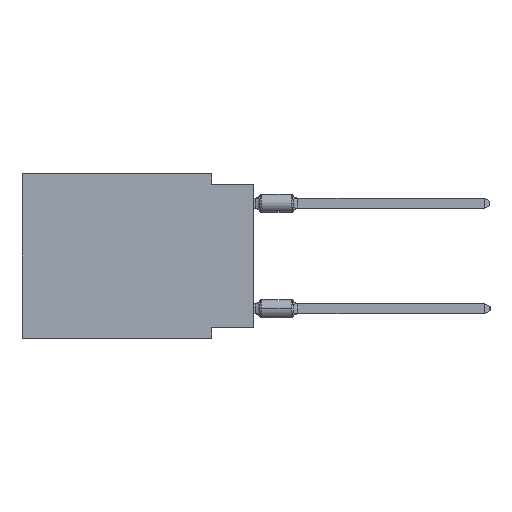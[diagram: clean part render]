
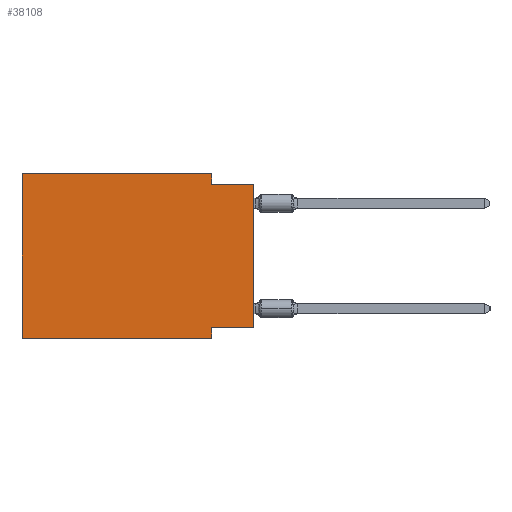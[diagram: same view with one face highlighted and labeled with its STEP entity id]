
A CAD part, left-side view. The second image highlights one B-rep face of the part: STEP entity #38108.
In plain terms, the highlighted planar face has unit normal (-1, 0, 0).
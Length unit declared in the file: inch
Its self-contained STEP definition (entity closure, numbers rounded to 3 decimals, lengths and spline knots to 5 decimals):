
#696 = EDGE_CURVE ( 'NONE', #32803, #13906, #39116, .T. ) ;
#2084 = CARTESIAN_POINT ( 'NONE',  ( 0., 0.55, -0.39 ) ) ;
#2878 = DIRECTION ( 'NONE',  ( 0., 0., -1. ) ) ;
#3387 = CARTESIAN_POINT ( 'NONE',  ( 0., 0.55, 0. ) ) ;
#5142 = EDGE_CURVE ( 'NONE', #18268, #36639, #29292, .T. ) ;
#5496 = ORIENTED_EDGE ( 'NONE', *, *, #5142, .F. ) ;
#6743 = EDGE_LOOP ( 'NONE', ( #17674, #5496, #41020, #12379, #39591, #21768, #36246, #23025 ) ) ;
#7784 = DIRECTION ( 'NONE',  ( 0., 0., 1. ) ) ;
#8652 = VECTOR ( 'NONE', #27387, 39.37008 ) ;
#9185 = EDGE_CURVE ( 'NONE', #32803, #15346, #40503, .T. ) ;
#9399 = EDGE_CURVE ( 'NONE', #9575, #15346, #41170, .T. ) ;
#9575 = VERTEX_POINT ( 'NONE', #35448 ) ;
#9741 = PLANE ( 'NONE',  #11491 ) ;
#10246 = CARTESIAN_POINT ( 'NONE',  ( 0., 0.1, 0. ) ) ;
#11328 = CARTESIAN_POINT ( 'NONE',  ( 0., 0., -0.365 ) ) ;
#11491 = AXIS2_PLACEMENT_3D ( 'NONE', #23709, #37658, #2878 ) ;
#11791 = CARTESIAN_POINT ( 'NONE',  ( 0., 0., -0.025 ) ) ;
#11929 = CARTESIAN_POINT ( 'NONE',  ( 0., 0., -0.025 ) ) ;
#12379 = ORIENTED_EDGE ( 'NONE', *, *, #37598, .F. ) ;
#13726 = EDGE_CURVE ( 'NONE', #19589, #36639, #29346, .T. ) ;
#13906 = VERTEX_POINT ( 'NONE', #34568 ) ;
#14638 = CARTESIAN_POINT ( 'NONE',  ( 0., 0.1, 0. ) ) ;
#15346 = VERTEX_POINT ( 'NONE', #16958 ) ;
#16958 = CARTESIAN_POINT ( 'NONE',  ( 0., 0.1, -0.39 ) ) ;
#17134 = EDGE_CURVE ( 'NONE', #19589, #9575, #21410, .T. ) ;
#17674 = ORIENTED_EDGE ( 'NONE', *, *, #13726, .T. ) ;
#18268 = VERTEX_POINT ( 'NONE', #20495 ) ;
#19564 = VECTOR ( 'NONE', #25922, 39.37008 ) ;
#19589 = VERTEX_POINT ( 'NONE', #38870 ) ;
#20495 = CARTESIAN_POINT ( 'NONE',  ( 0., 0.1, -0.025 ) ) ;
#20534 = LINE ( 'NONE', #10246, #8652 ) ;
#21410 = LINE ( 'NONE', #11328, #28523 ) ;
#21768 = ORIENTED_EDGE ( 'NONE', *, *, #9185, .T. ) ;
#23025 = ORIENTED_EDGE ( 'NONE', *, *, #17134, .F. ) ;
#23574 = CARTESIAN_POINT ( 'NONE',  ( 0., 0.1, -0.39 ) ) ;
#23709 = CARTESIAN_POINT ( 'NONE',  ( 0., 0.55, 0. ) ) ;
#23788 = DIRECTION ( 'NONE',  ( 0., 0., -1. ) ) ;
#25152 = CARTESIAN_POINT ( 'NONE',  ( 0., 0.55, 0. ) ) ;
#25922 = DIRECTION ( 'NONE',  ( 0., 0., 1. ) ) ;
#25976 = VECTOR ( 'NONE', #43926, 39.37008 ) ;
#27387 = DIRECTION ( 'NONE',  ( 0., 0., -1. ) ) ;
#27618 = DIRECTION ( 'NONE',  ( 0., -1., 0. ) ) ;
#28247 = FACE_OUTER_BOUND ( 'NONE', #6743, .T. ) ;
#28523 = VECTOR ( 'NONE', #28703, 39.37008 ) ;
#28703 = DIRECTION ( 'NONE',  ( 0., 1., 0. ) ) ;
#28877 = CARTESIAN_POINT ( 'NONE',  ( 0., 0.55, -0.39 ) ) ;
#29292 = LINE ( 'NONE', #11929, #29419 ) ;
#29346 = LINE ( 'NONE', #43322, #19564 ) ;
#29419 = VECTOR ( 'NONE', #36397, 39.37008 ) ;
#31937 = VERTEX_POINT ( 'NONE', #14638 ) ;
#32803 = VERTEX_POINT ( 'NONE', #28877 ) ;
#34568 = CARTESIAN_POINT ( 'NONE',  ( 0., 0.55, 0. ) ) ;
#35448 = CARTESIAN_POINT ( 'NONE',  ( 0., 0.1, -0.365 ) ) ;
#36246 = ORIENTED_EDGE ( 'NONE', *, *, #9399, .F. ) ;
#36247 = VECTOR ( 'NONE', #23788, 39.37008 ) ;
#36397 = DIRECTION ( 'NONE',  ( 0., -1., 0. ) ) ;
#36639 = VERTEX_POINT ( 'NONE', #11791 ) ;
#37598 = EDGE_CURVE ( 'NONE', #13906, #31937, #41821, .T. ) ;
#37658 = DIRECTION ( 'NONE',  ( 1., 0., 0. ) ) ;
#38108 = ADVANCED_FACE ( 'NONE', ( #28247 ), #9741, .F. ) ;
#38870 = CARTESIAN_POINT ( 'NONE',  ( 0., 0., -0.365 ) ) ;
#39116 = LINE ( 'NONE', #25152, #42897 ) ;
#39591 = ORIENTED_EDGE ( 'NONE', *, *, #696, .F. ) ;
#40503 = LINE ( 'NONE', #2084, #25976 ) ;
#40975 = EDGE_CURVE ( 'NONE', #31937, #18268, #20534, .T. ) ;
#41020 = ORIENTED_EDGE ( 'NONE', *, *, #40975, .F. ) ;
#41170 = LINE ( 'NONE', #23574, #36247 ) ;
#41821 = LINE ( 'NONE', #3387, #42881 ) ;
#42881 = VECTOR ( 'NONE', #27618, 39.37008 ) ;
#42897 = VECTOR ( 'NONE', #7784, 39.37008 ) ;
#43322 = CARTESIAN_POINT ( 'NONE',  ( 0., 0., 0. ) ) ;
#43926 = DIRECTION ( 'NONE',  ( 0., -1., 0. ) ) ;
